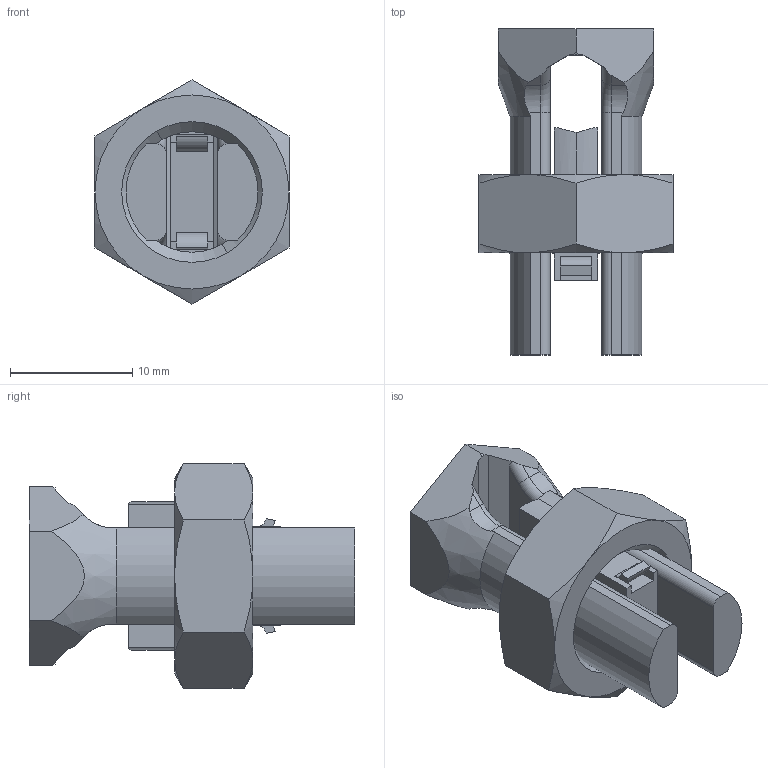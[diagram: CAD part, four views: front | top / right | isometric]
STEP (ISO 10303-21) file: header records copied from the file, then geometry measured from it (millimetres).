
FILE_DESCRIPTION (( 'STEP AP214' ), '1' );
FILE_NAME ('S-6-1.STEP', '2025-08-26T21:44:07', ( '' ), ( '' ), 'SwSTEP 2.0', 'SolidWorks 2024', '' );
FILE_SCHEMA (( 'AUTOMOTIVE_DESIGN' ));
Length unit declared in the file: inch
Products named in the file (1): S-6-1
Bounding box: 15.88 x 26.67 x 18.33 mm (x, y, z)
Volume: 2768.1 mm3; surface area: 2532.1 mm2
Topology: 3 solids, 3 shells, 101 faces, 255 edges, 160 vertices
Faces by surface type: plane 53, cylinder 23, cone 21, torus 4
Entity records: 3482 total; most frequent: CARTESIAN_POINT 1083, ORIENTED_EDGE 510, DIRECTION 467, EDGE_CURVE 255, AXIS2_PLACEMENT_3D 168, VERTEX_POINT 160, VECTOR 131, LINE 131
